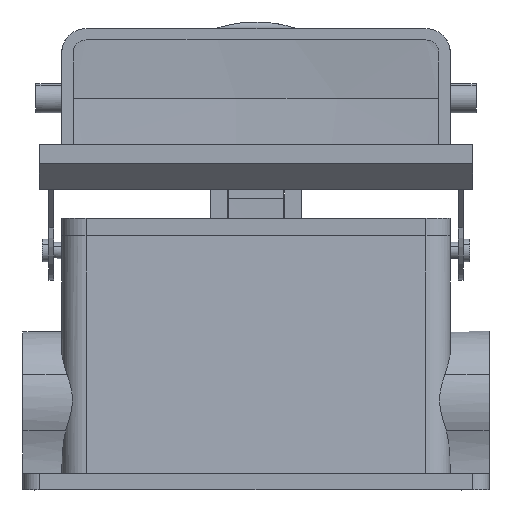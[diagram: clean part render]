
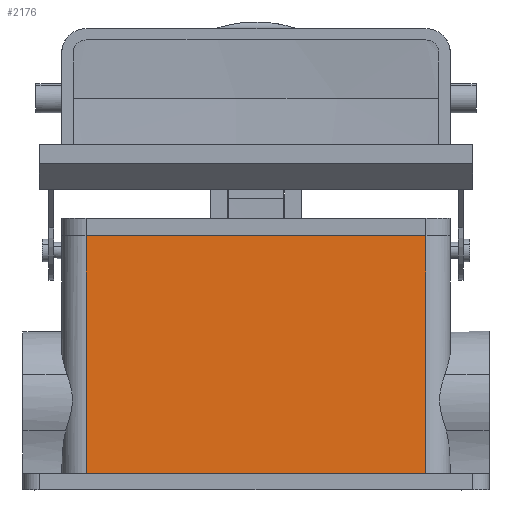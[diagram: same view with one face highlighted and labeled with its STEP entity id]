
A CAD part, left-side view. The second image highlights one B-rep face of the part: STEP entity #2176.
In plain terms, the highlighted planar face has unit normal (-0.999, 0, 0.035).
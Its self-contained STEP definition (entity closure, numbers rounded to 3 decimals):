
#2163=AXIS2_PLACEMENT_3D('Plane Axis2P3D',#2160,#2161,#2162) ;
#912=CARTESIAN_POINT('Vertex',(15.933,19.5,5.)) ;
#915=CARTESIAN_POINT('Line Origine',(15.933,72.,5.)) ;
#919=CARTESIAN_POINT('Vertex',(15.933,124.5,5.)) ;
#1535=CARTESIAN_POINT('Line Origine',(18.5,72.,78.5)) ;
#1539=CARTESIAN_POINT('Vertex',(18.5,124.5,78.5)) ;
#1541=CARTESIAN_POINT('Vertex',(18.5,19.5,78.5)) ;
#2045=CARTESIAN_POINT('Line Origine',(17.169,19.5,40.381)) ;
#2160=CARTESIAN_POINT('Axis2P3D Location',(18.5,72.,78.5)) ;
#2165=CARTESIAN_POINT('Line Origine',(17.217,124.5,41.75)) ;
#916=DIRECTION('Vector Direction',(0.,1.,0.)) ;
#1536=DIRECTION('Vector Direction',(0.,1.,0.)) ;
#2046=DIRECTION('Vector Direction',(0.035,0.,0.999)) ;
#2161=DIRECTION('Axis2P3D Direction',(-0.999,0.,0.035)) ;
#2162=DIRECTION('Axis2P3D XDirection',(0.,1.,0.)) ;
#2166=DIRECTION('Vector Direction',(-0.035,0.,-0.999)) ;
#917=VECTOR('Line Direction',#916,1.) ;
#1537=VECTOR('Line Direction',#1536,1.) ;
#2047=VECTOR('Line Direction',#2046,1.) ;
#2167=VECTOR('Line Direction',#2166,1.) ;
#2171=ORIENTED_EDGE('',*,*,#2049,.F.) ;
#2172=ORIENTED_EDGE('',*,*,#1543,.F.) ;
#2173=ORIENTED_EDGE('',*,*,#2169,.F.) ;
#2174=ORIENTED_EDGE('',*,*,#921,.F.) ;
#2176=ADVANCED_FACE('Housing',(#2175),#2164,.T.) ;
#921=EDGE_CURVE('',#913,#920,#918,.T.) ;
#1543=EDGE_CURVE('',#1540,#1542,#1538,.F.) ;
#2049=EDGE_CURVE('',#1542,#913,#2048,.F.) ;
#2169=EDGE_CURVE('',#920,#1540,#2168,.F.) ;
#2170=EDGE_LOOP('',(#2171,#2172,#2173,#2174)) ;
#2175=FACE_OUTER_BOUND('',#2170,.T.) ;
#918=LINE('Line',#915,#917) ;
#1538=LINE('Line',#1535,#1537) ;
#2048=LINE('Line',#2045,#2047) ;
#2168=LINE('Line',#2165,#2167) ;
#2164=PLANE('',#2163) ;
#913=VERTEX_POINT('',#912) ;
#920=VERTEX_POINT('',#919) ;
#1540=VERTEX_POINT('',#1539) ;
#1542=VERTEX_POINT('',#1541) ;
